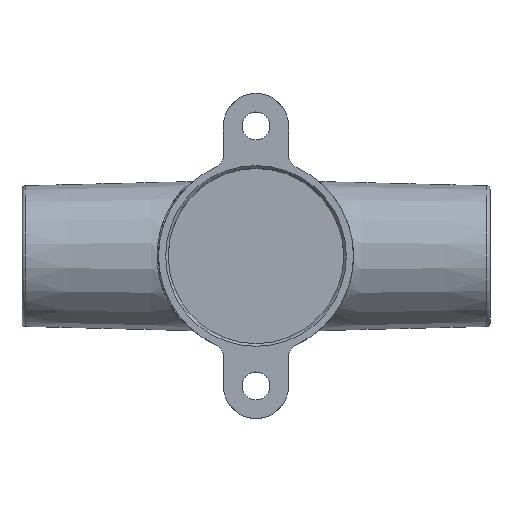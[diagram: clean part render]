
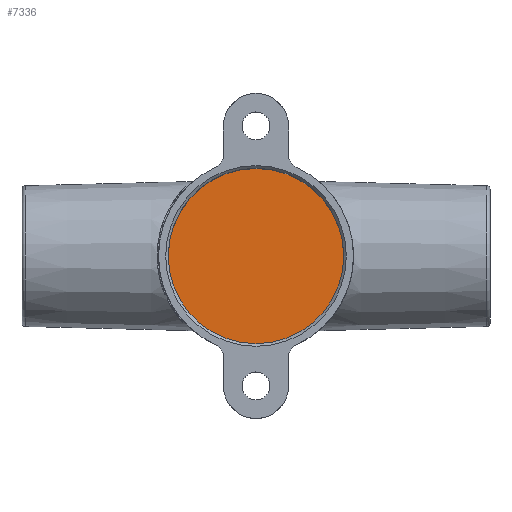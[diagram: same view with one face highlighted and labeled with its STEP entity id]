
A CAD part, top view. The second image highlights one B-rep face of the part: STEP entity #7336.
In plain terms, the highlighted planar face has unit normal (0, 0, 1).
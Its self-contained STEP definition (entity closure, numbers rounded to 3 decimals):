
#110=PLANE('',#7573);
#1594=FACE_OUTER_BOUND('',#2027,.T.);
#2027=EDGE_LOOP('',(#6739));
#2145=CIRCLE('',#7524,13.5);
#3469=VERTEX_POINT('',#18434);
#4543=EDGE_CURVE('',#3469,#3469,#2145,.T.);
#6739=ORIENTED_EDGE('',*,*,#4543,.F.);
#7336=ADVANCED_FACE('',(#1594),#110,.T.);
#7524=AXIS2_PLACEMENT_3D('',#18436,#8266,#8267);
#7573=AXIS2_PLACEMENT_3D('',#18687,#8394,#8395);
#8266=DIRECTION('center_axis',(0.,0.,-1.));
#8267=DIRECTION('ref_axis',(-1.,0.,0.));
#8394=DIRECTION('center_axis',(0.,0.,1.));
#8395=DIRECTION('ref_axis',(1.,0.,0.));
#18434=CARTESIAN_POINT('',(38.5,0.,-13.25));
#18436=CARTESIAN_POINT('Origin',(25.,0.,-13.25));
#18687=CARTESIAN_POINT('Origin',(25.,0.,-13.25));
